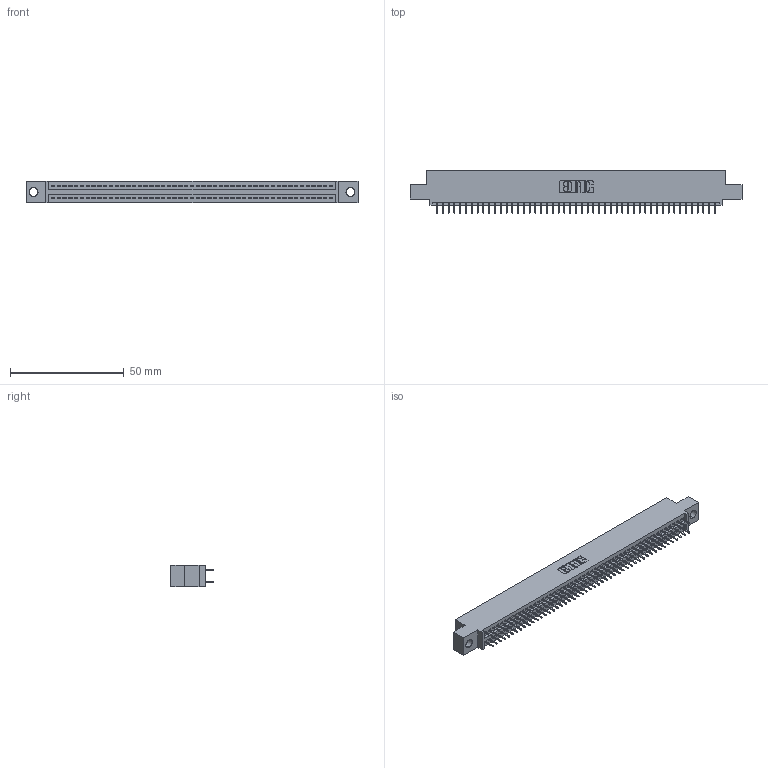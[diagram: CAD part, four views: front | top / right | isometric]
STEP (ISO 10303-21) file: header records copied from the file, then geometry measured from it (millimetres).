
FILE_DESCRIPTION (( 'STEP AP203' ), '1' );
FILE_NAME ('345-098-525-504.STEP', '2020-09-21T17:35:21', ( '' ), ( '' ), 'SwSTEP 2.0', 'SolidWorks 2020', '' );
FILE_SCHEMA (( 'CONFIG_CONTROL_DESIGN' ));
Length unit declared in the file: inch
Products named in the file (3): 345-098-525-504; 345-292-001_345-293-125; 345 Part_0.110 Offset - 0.156 Dia-TH
Assembly tree (99 placements, depth 2):
  345-098-525-504
    345 Part_0.110 Offset - 0.156 Dia-TH
    345-292-001_345-293-125  x98
Bounding box: 145.67 x 18.72 x 9.4 mm (x, y, z)
Volume: 13892.9 mm3; surface area: 20093.5 mm2
Topology: 99 solids, 99 shells, 5422 faces, 15347 edges, 9838 vertices
Faces by surface type: plane 3906, cylinder 1516
Entity records: 37713 total; most frequent: CARTESIAN_POINT 6316, ORIENTED_EDGE 6250, DIRECTION 5561, EDGE_CURVE 3125, VECTOR 2801, LINE 2801, VERTEX_POINT 2078, AXIS2_PLACEMENT_3D 1380
